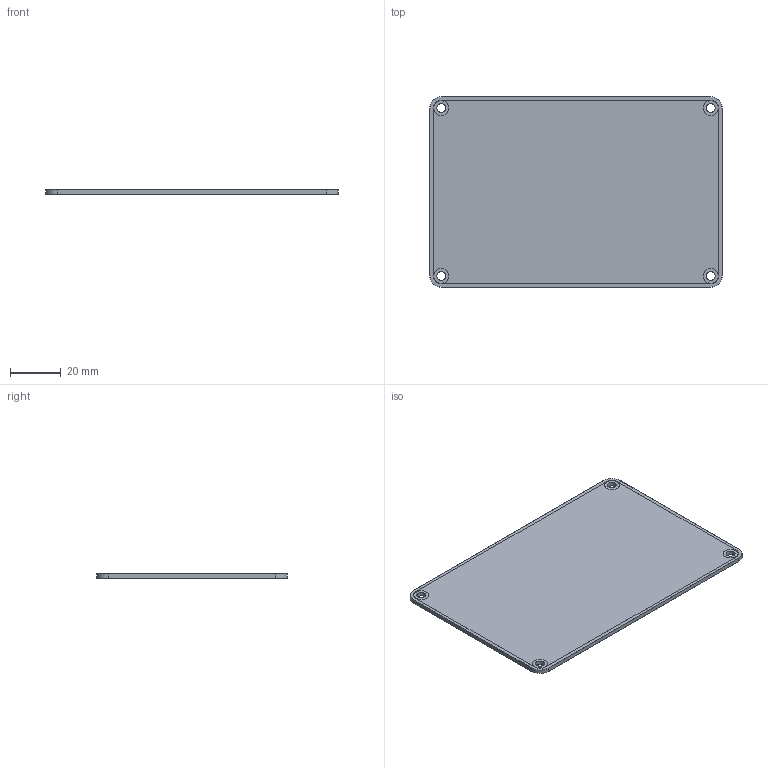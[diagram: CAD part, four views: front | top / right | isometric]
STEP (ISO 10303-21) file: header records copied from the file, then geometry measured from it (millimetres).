
FILE_DESCRIPTION (( 'STEP AP203' ), '1' );
FILE_NAME ('pcb_board.STEP', '2023-11-15T05:08:16', ( '' ), ( '' ), 'SwSTEP 2.0', 'SolidWorks 2022', '' );
FILE_SCHEMA (( 'CONFIG_CONTROL_DESIGN' ));
Length unit declared in the file: millimetre
Products named in the file (1): pcb_board
Bounding box: 115 x 75 x 1.6 mm (x, y, z)
Volume: 13699.9 mm3; surface area: 17819.6 mm2
Topology: 1 solids, 1 shells, 78 faces, 192 edges, 128 vertices
Faces by surface type: cylinder 44, plane 34
Entity records: 2437 total; most frequent: DIRECTION 438, CARTESIAN_POINT 399, ORIENTED_EDGE 384, EDGE_CURVE 192, AXIS2_PLACEMENT_3D 167, VERTEX_POINT 128, LINE 104, VECTOR 104
